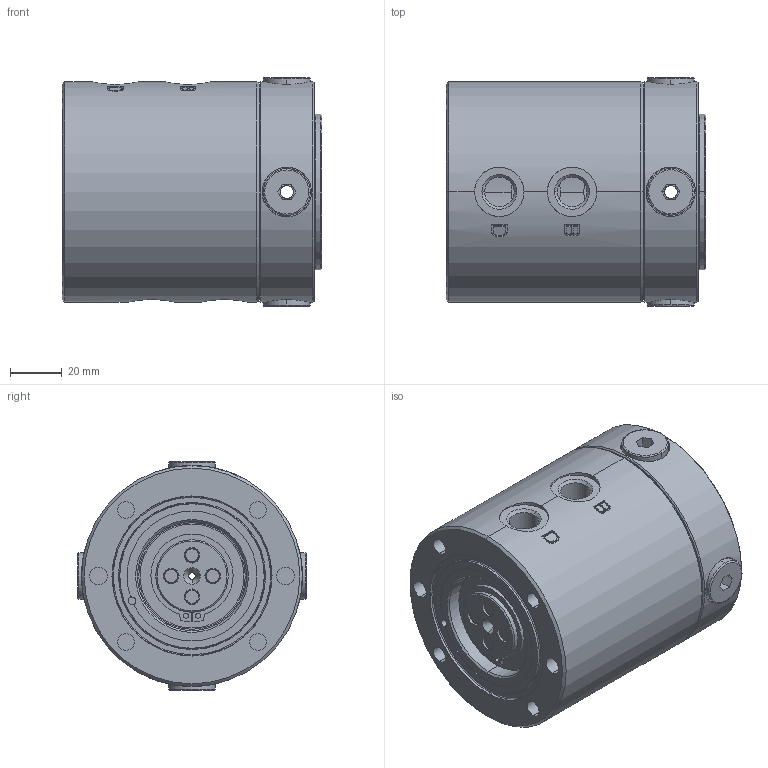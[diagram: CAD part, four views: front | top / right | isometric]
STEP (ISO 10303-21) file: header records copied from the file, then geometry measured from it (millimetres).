
FILE_DESCRIPTION((''),'2;1');
FILE_NAME('ILCMV43496400','2020-02-24T',('npeters'),(''),'PRO/ENGINEER BY PARAMETRIC TECHNOLOGY CORPORATION, 2013320','PRO/ENGINEER BY PARAMETRIC TECHNOLOGY CORPORATION, 2013320','');
FILE_SCHEMA(('AUTOMOTIVE_DESIGN { 1 0 10303 214 1 1 1 1 }'));
Length unit declared in the file: inch
Products named in the file (1): ILCMV43496400
Bounding box: 100 x 88 x 88 mm (x, y, z)
Surface area: 58660.5 mm2 (no closed solid volume)
Topology: 0 solids, 16 shells, 408 faces, 1333 edges, 924 vertices
Faces by surface type: plane 236, cylinder 118, cone 34, torus 20
Entity records: 22780 total; most frequent: CARTESIAN_POINT 4138, DIRECTION 2379, ORIENTED_EDGE 2268, PRESENTATION_STYLE_ASSIGNMENT 1757, STYLED_ITEM 1349, CURVE_STYLE 1333, EDGE_CURVE 1333, VERTEX_POINT 924
